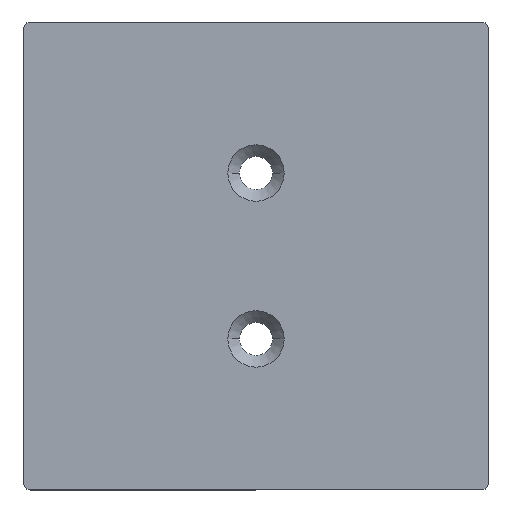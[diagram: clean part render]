
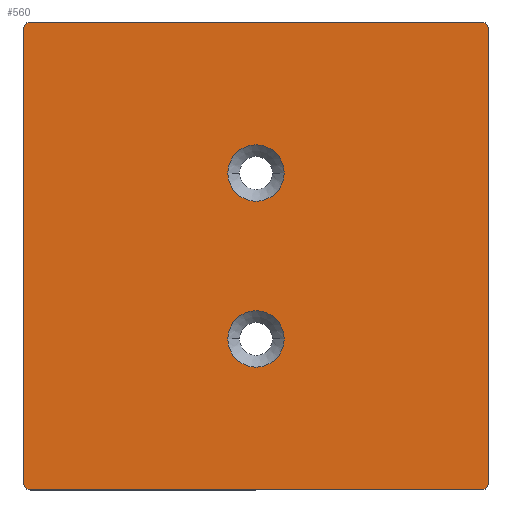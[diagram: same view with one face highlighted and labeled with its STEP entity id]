
A CAD part, top view. The second image highlights one B-rep face of the part: STEP entity #560.
In plain terms, the highlighted planar face has unit normal (0, 0, 1).
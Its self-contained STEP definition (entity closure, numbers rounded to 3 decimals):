
#1 = VERTEX_POINT ( 'NONE', #4 ) ;
#4 = CARTESIAN_POINT ( 'NONE',  ( -34., -35.25, 3. ) ) ;
#11 = DIRECTION ( 'NONE',  ( 0., 0., 1. ) ) ;
#19 = ORIENTED_EDGE ( 'NONE', *, *, #280, .T. ) ;
#23 = DIRECTION ( 'NONE',  ( 1., 0., 0. ) ) ;
#25 = VERTEX_POINT ( 'NONE', #278 ) ;
#38 = DIRECTION ( 'NONE',  ( -1., 0., 0. ) ) ;
#39 = ORIENTED_EDGE ( 'NONE', *, *, #291, .F. ) ;
#45 = EDGE_CURVE ( 'NONE', #59, #299, #485, .T. ) ;
#52 = CARTESIAN_POINT ( 'NONE',  ( 34., 35.25, 3. ) ) ;
#59 = VERTEX_POINT ( 'NONE', #75 ) ;
#67 = CARTESIAN_POINT ( 'NONE',  ( 35., -34.25, 3. ) ) ;
#68 = DIRECTION ( 'NONE',  ( -1., 0., 0. ) ) ;
#71 = VERTEX_POINT ( 'NONE', #67 ) ;
#75 = CARTESIAN_POINT ( 'NONE',  ( -4.25, 12.5, 3. ) ) ;
#80 = DIRECTION ( 'NONE',  ( 0., -1., 0. ) ) ;
#85 = ORIENTED_EDGE ( 'NONE', *, *, #180, .T. ) ;
#88 = CARTESIAN_POINT ( 'NONE',  ( -34., 34.25, 3. ) ) ;
#102 = EDGE_CURVE ( 'NONE', #25, #71, #262, .T. ) ;
#111 = CARTESIAN_POINT ( 'NONE',  ( 4.25, 12.5, 3. ) ) ;
#116 = ORIENTED_EDGE ( 'NONE', *, *, #45, .F. ) ;
#117 = VECTOR ( 'NONE', #279, 1000. ) ;
#118 = VERTEX_POINT ( 'NONE', #574 ) ;
#121 = DIRECTION ( 'NONE',  ( 0., 0., 1. ) ) ;
#122 = AXIS2_PLACEMENT_3D ( 'NONE', #356, #571, #244 ) ;
#161 = CARTESIAN_POINT ( 'NONE',  ( 0., -12.5, 3. ) ) ;
#162 = CIRCLE ( 'NONE', #476, 4.25 ) ;
#175 = CARTESIAN_POINT ( 'NONE',  ( -35., -34.25, 3. ) ) ;
#177 = CARTESIAN_POINT ( 'NONE',  ( -34., -34.25, 3. ) ) ;
#180 = EDGE_CURVE ( 'NONE', #251, #494, #528, .T. ) ;
#181 = EDGE_LOOP ( 'NONE', ( #616, #116 ) ) ;
#198 = AXIS2_PLACEMENT_3D ( 'NONE', #683, #580, #38 ) ;
#200 = EDGE_CURVE ( 'NONE', #527, #376, #369, .T. ) ;
#217 = DIRECTION ( 'NONE',  ( 0., 1., 0. ) ) ;
#224 = LINE ( 'NONE', #440, #117 ) ;
#227 = ORIENTED_EDGE ( 'NONE', *, *, #290, .T. ) ;
#242 = AXIS2_PLACEMENT_3D ( 'NONE', #275, #506, #23 ) ;
#244 = DIRECTION ( 'NONE',  ( 1., 0., 0. ) ) ;
#246 = EDGE_CURVE ( 'NONE', #1, #25, #224, .T. ) ;
#250 = DIRECTION ( 'NONE',  ( 0., 0., 1. ) ) ;
#251 = VERTEX_POINT ( 'NONE', #592 ) ;
#253 = PLANE ( 'NONE',  #643 ) ;
#254 = ORIENTED_EDGE ( 'NONE', *, *, #246, .T. ) ;
#256 = CARTESIAN_POINT ( 'NONE',  ( 0., 12.5, 3. ) ) ;
#262 = CIRCLE ( 'NONE', #362, 1. ) ;
#264 = EDGE_CURVE ( 'NONE', #494, #527, #268, .T. ) ;
#268 = LINE ( 'NONE', #648, #332 ) ;
#275 = CARTESIAN_POINT ( 'NONE',  ( 0., 12.5, 3. ) ) ;
#278 = CARTESIAN_POINT ( 'NONE',  ( 34., -35.25, 3. ) ) ;
#279 = DIRECTION ( 'NONE',  ( 1., 0., 0. ) ) ;
#280 = EDGE_CURVE ( 'NONE', #71, #251, #656, .T. ) ;
#290 = EDGE_CURVE ( 'NONE', #428, #1, #621, .T. ) ;
#291 = EDGE_CURVE ( 'NONE', #118, #594, #658, .T. ) ;
#294 = DIRECTION ( 'NONE',  ( 1., 0., 0. ) ) ;
#296 = CARTESIAN_POINT ( 'NONE',  ( -35., -34.25, 3. ) ) ;
#299 = VERTEX_POINT ( 'NONE', #111 ) ;
#307 = EDGE_CURVE ( 'NONE', #376, #428, #545, .T. ) ;
#309 = VECTOR ( 'NONE', #80, 1000. ) ;
#332 = VECTOR ( 'NONE', #504, 1000. ) ;
#356 = CARTESIAN_POINT ( 'NONE',  ( 0., -12.5, 3. ) ) ;
#362 = AXIS2_PLACEMENT_3D ( 'NONE', #404, #517, #619 ) ;
#363 = FACE_OUTER_BOUND ( 'NONE', #581, .T. ) ;
#365 = ORIENTED_EDGE ( 'NONE', *, *, #406, .F. ) ;
#368 = ORIENTED_EDGE ( 'NONE', *, *, #264, .T. ) ;
#369 = CIRCLE ( 'NONE', #413, 1. ) ;
#374 = CARTESIAN_POINT ( 'NONE',  ( -34., 35.25, 3. ) ) ;
#376 = VERTEX_POINT ( 'NONE', #509 ) ;
#380 = DIRECTION ( 'NONE',  ( 0., 0., 1. ) ) ;
#382 = ORIENTED_EDGE ( 'NONE', *, *, #307, .T. ) ;
#404 = CARTESIAN_POINT ( 'NONE',  ( 34., -34.25, 3. ) ) ;
#406 = EDGE_CURVE ( 'NONE', #594, #118, #595, .T. ) ;
#413 = AXIS2_PLACEMENT_3D ( 'NONE', #88, #250, #472 ) ;
#419 = EDGE_CURVE ( 'NONE', #299, #59, #162, .T. ) ;
#428 = VERTEX_POINT ( 'NONE', #175 ) ;
#438 = EDGE_LOOP ( 'NONE', ( #39, #365 ) ) ;
#440 = CARTESIAN_POINT ( 'NONE',  ( -34., -35.25, 3. ) ) ;
#472 = DIRECTION ( 'NONE',  ( -1., 0., 0. ) ) ;
#476 = AXIS2_PLACEMENT_3D ( 'NONE', #256, #11, #601 ) ;
#485 = CIRCLE ( 'NONE', #242, 4.25 ) ;
#491 = CARTESIAN_POINT ( 'NONE',  ( 35., -34.25, 3. ) ) ;
#494 = VERTEX_POINT ( 'NONE', #52 ) ;
#504 = DIRECTION ( 'NONE',  ( -1., 0., 0. ) ) ;
#506 = DIRECTION ( 'NONE',  ( 0., 0., 1. ) ) ;
#509 = CARTESIAN_POINT ( 'NONE',  ( -35., 34.25, 3. ) ) ;
#512 = FACE_BOUND ( 'NONE', #438, .T. ) ;
#517 = DIRECTION ( 'NONE',  ( 0., 0., 1. ) ) ;
#518 = AXIS2_PLACEMENT_3D ( 'NONE', #177, #121, #68 ) ;
#527 = VERTEX_POINT ( 'NONE', #374 ) ;
#528 = CIRCLE ( 'NONE', #198, 1. ) ;
#537 = AXIS2_PLACEMENT_3D ( 'NONE', #161, #380, #599 ) ;
#545 = LINE ( 'NONE', #296, #309 ) ;
#560 = ADVANCED_FACE ( 'NONE', ( #512, #627, #363 ), #253, .T. ) ;
#571 = DIRECTION ( 'NONE',  ( 0., 0., 1. ) ) ;
#574 = CARTESIAN_POINT ( 'NONE',  ( 4.25, -12.5, 3. ) ) ;
#579 = CARTESIAN_POINT ( 'NONE',  ( 34., -34.25, 3. ) ) ;
#580 = DIRECTION ( 'NONE',  ( 0., 0., 1. ) ) ;
#581 = EDGE_LOOP ( 'NONE', ( #587, #19, #85, #368, #639, #382, #227, #254 ) ) ;
#587 = ORIENTED_EDGE ( 'NONE', *, *, #102, .T. ) ;
#592 = CARTESIAN_POINT ( 'NONE',  ( 35., 34.25, 3. ) ) ;
#594 = VERTEX_POINT ( 'NONE', #638 ) ;
#595 = CIRCLE ( 'NONE', #122, 4.25 ) ;
#599 = DIRECTION ( 'NONE',  ( 1., 0., 0. ) ) ;
#601 = DIRECTION ( 'NONE',  ( 1., 0., 0. ) ) ;
#616 = ORIENTED_EDGE ( 'NONE', *, *, #419, .F. ) ;
#619 = DIRECTION ( 'NONE',  ( 1., 0., 0. ) ) ;
#621 = CIRCLE ( 'NONE', #518, 1. ) ;
#627 = FACE_BOUND ( 'NONE', #181, .T. ) ;
#638 = CARTESIAN_POINT ( 'NONE',  ( -4.25, -12.5, 3. ) ) ;
#639 = ORIENTED_EDGE ( 'NONE', *, *, #200, .T. ) ;
#643 = AXIS2_PLACEMENT_3D ( 'NONE', #579, #687, #294 ) ;
#648 = CARTESIAN_POINT ( 'NONE',  ( -34., 35.25, 3. ) ) ;
#656 = LINE ( 'NONE', #491, #684 ) ;
#658 = CIRCLE ( 'NONE', #537, 4.25 ) ;
#683 = CARTESIAN_POINT ( 'NONE',  ( 34., 34.25, 3. ) ) ;
#684 = VECTOR ( 'NONE', #217, 1000. ) ;
#687 = DIRECTION ( 'NONE',  ( 0., 0., 1. ) ) ;
